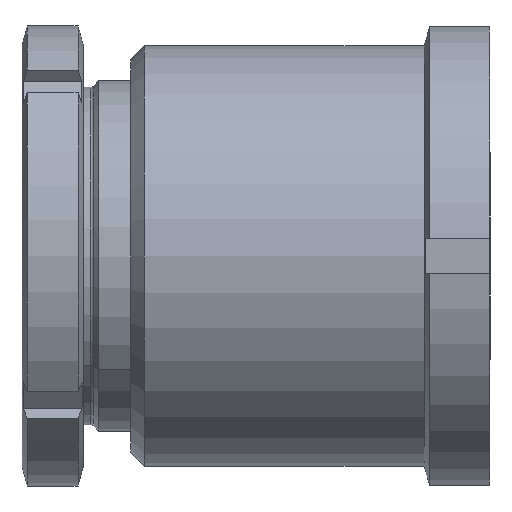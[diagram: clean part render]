
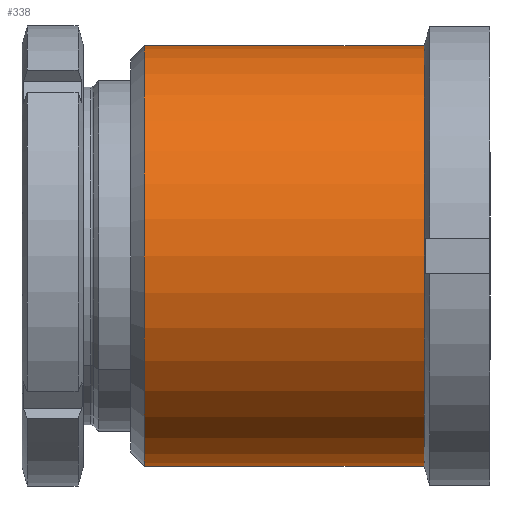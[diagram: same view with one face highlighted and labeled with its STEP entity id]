
A CAD part, left-side view. The second image highlights one B-rep face of the part: STEP entity #338.
In plain terms, the highlighted cylindrical face has radius 48 mm (diameter 96 mm), a partial arc.
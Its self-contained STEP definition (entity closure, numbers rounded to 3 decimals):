
#110 = LINE ( 'NONE', #2023, #497 ) ;
#259 = CARTESIAN_POINT ( 'NONE',  ( 0., -3.1, 48. ) ) ;
#278 = AXIS2_PLACEMENT_3D ( 'NONE', #1614, #512, #2552 ) ;
#328 = EDGE_LOOP ( 'NONE', ( #2633, #1242, #1359, #2311 ) ) ;
#338 = ADVANCED_FACE ( 'NONE', ( #2731 ), #1675, .T. ) ;
#384 = CIRCLE ( 'NONE', #970, 48. ) ;
#497 = VECTOR ( 'NONE', #2351, 1000. ) ;
#512 = DIRECTION ( 'NONE',  ( 0., 1., 0. ) ) ;
#652 = DIRECTION ( 'NONE',  ( 0., 0., 1. ) ) ;
#735 = LINE ( 'NONE', #1065, #2613 ) ;
#790 = CARTESIAN_POINT ( 'NONE',  ( 0., -67., 48. ) ) ;
#896 = VERTEX_POINT ( 'NONE', #1588 ) ;
#955 = EDGE_CURVE ( 'NONE', #1522, #2763, #735, .T. ) ;
#970 = AXIS2_PLACEMENT_3D ( 'NONE', #2226, #2701, #652 ) ;
#1065 = CARTESIAN_POINT ( 'NONE',  ( 0., 10.447, 48. ) ) ;
#1242 = ORIENTED_EDGE ( 'NONE', *, *, #2400, .T. ) ;
#1359 = ORIENTED_EDGE ( 'NONE', *, *, #955, .T. ) ;
#1381 = CIRCLE ( 'NONE', #2142, 48. ) ;
#1522 = VERTEX_POINT ( 'NONE', #790 ) ;
#1574 = CARTESIAN_POINT ( 'NONE',  ( 0., -3.1, 0. ) ) ;
#1588 = CARTESIAN_POINT ( 'NONE',  ( 0., -3.1, -48. ) ) ;
#1614 = CARTESIAN_POINT ( 'NONE',  ( 0., 10.447, 0. ) ) ;
#1675 = CYLINDRICAL_SURFACE ( 'NONE', #278, 48. ) ;
#1817 = DIRECTION ( 'NONE',  ( 0., 0., -1. ) ) ;
#1993 = VERTEX_POINT ( 'NONE', #2785 ) ;
#2023 = CARTESIAN_POINT ( 'NONE',  ( 0., 10.447, -48. ) ) ;
#2124 = DIRECTION ( 'NONE',  ( 0., 1., 0. ) ) ;
#2142 = AXIS2_PLACEMENT_3D ( 'NONE', #1574, #2501, #1817 ) ;
#2226 = CARTESIAN_POINT ( 'NONE',  ( 0., -67., 0. ) ) ;
#2311 = ORIENTED_EDGE ( 'NONE', *, *, #2596, .T. ) ;
#2351 = DIRECTION ( 'NONE',  ( 0., 1., 0. ) ) ;
#2400 = EDGE_CURVE ( 'NONE', #1993, #1522, #384, .T. ) ;
#2501 = DIRECTION ( 'NONE',  ( 0., -1., 0. ) ) ;
#2552 = DIRECTION ( 'NONE',  ( 0., 0., 1. ) ) ;
#2596 = EDGE_CURVE ( 'NONE', #2763, #896, #1381, .T. ) ;
#2613 = VECTOR ( 'NONE', #2124, 1000. ) ;
#2633 = ORIENTED_EDGE ( 'NONE', *, *, #2815, .F. ) ;
#2701 = DIRECTION ( 'NONE',  ( 0., 1., 0. ) ) ;
#2731 = FACE_OUTER_BOUND ( 'NONE', #328, .T. ) ;
#2763 = VERTEX_POINT ( 'NONE', #259 ) ;
#2785 = CARTESIAN_POINT ( 'NONE',  ( 0., -67., -48. ) ) ;
#2815 = EDGE_CURVE ( 'NONE', #1993, #896, #110, .T. ) ;
